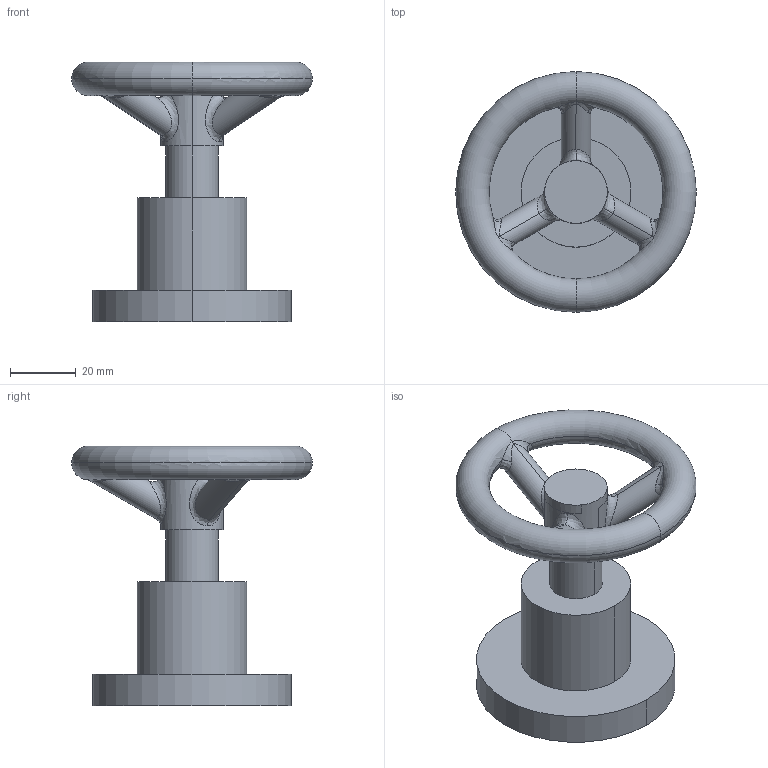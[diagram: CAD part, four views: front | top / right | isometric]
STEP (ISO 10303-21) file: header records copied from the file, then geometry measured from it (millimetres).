
FILE_DESCRIPTION((''),'2;1');
FILE_NAME('3-570','2021-01-04T13:55:56',('jinson.thomas'),(''),'CREO PARAMETRIC BY PTC INC, 2018400','CREO PARAMETRIC BY PTC INC, 2018400','');
FILE_SCHEMA(('CONFIG_CONTROL_DESIGN'));
Length unit declared in the file: inch
Products named in the file (1): 3-570
Bounding box: 73.03 x 73.03 x 78.82 mm (x, y, z)
Volume: 80741.1 mm3; surface area: 20237.1 mm2
Topology: 1 solids, 1 shells, 41 faces, 99 edges, 59 vertices
Faces by surface type: bspline 18, cylinder 14, plane 5, torus 4
Entity records: 3476 total; most frequent: CARTESIAN_POINT 2576, ORIENTED_EDGE 198, DIRECTION 155, EDGE_CURVE 99, AXIS2_PLACEMENT_3D 69, VERTEX_POINT 59, EDGE_LOOP 46, CIRCLE 46
